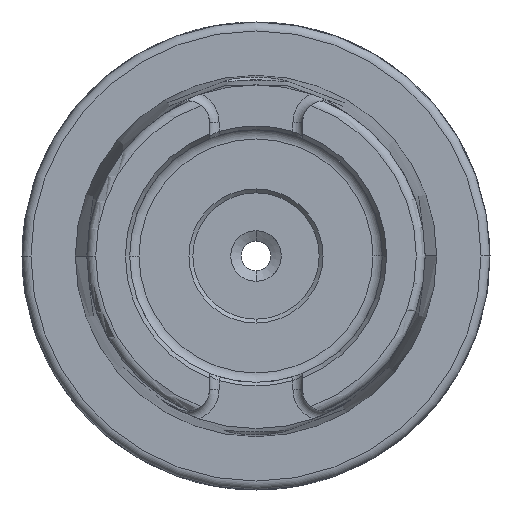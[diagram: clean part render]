
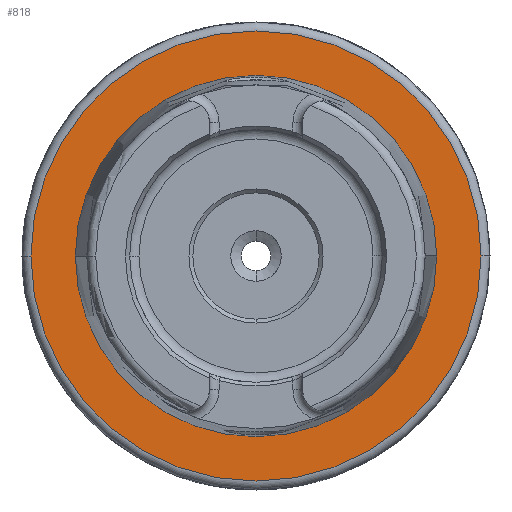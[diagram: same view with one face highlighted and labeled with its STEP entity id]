
A CAD part, left-side view. The second image highlights one B-rep face of the part: STEP entity #818.
In plain terms, the highlighted planar face has unit normal (-1, 0, 0).
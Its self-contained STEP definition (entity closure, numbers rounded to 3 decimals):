
#64 = VERTEX_POINT ( 'NONE', #8035 ) ;
#114 = CARTESIAN_POINT ( 'NONE',  ( 0.05, 0., 0. ) ) ;
#434 = VERTEX_POINT ( 'NONE', #783 ) ;
#436 = DIRECTION ( 'NONE',  ( -1., 0., 0. ) ) ;
#687 = CARTESIAN_POINT ( 'NONE',  ( 0.05, -30.3, 0. ) ) ;
#783 = CARTESIAN_POINT ( 'NONE',  ( 0.05, 30.3, 0. ) ) ;
#818 = ADVANCED_FACE ( 'NONE', ( #4847, #2700 ), #8894, .T. ) ;
#1157 = AXIS2_PLACEMENT_3D ( 'NONE', #6795, #436, #6293 ) ;
#1548 = DIRECTION ( 'NONE',  ( 0., 1., 0. ) ) ;
#1662 = AXIS2_PLACEMENT_3D ( 'NONE', #114, #7733, #1548 ) ;
#1709 = EDGE_LOOP ( 'NONE', ( #3434, #5174 ) ) ;
#2024 = AXIS2_PLACEMENT_3D ( 'NONE', #8249, #6027, #4680 ) ;
#2145 = CARTESIAN_POINT ( 'NONE',  ( 0.05, 24.321, 0. ) ) ;
#2242 = EDGE_CURVE ( 'NONE', #434, #7532, #4751, .T. ) ;
#2288 = VERTEX_POINT ( 'NONE', #2145 ) ;
#2639 = EDGE_CURVE ( 'NONE', #7532, #434, #8595, .T. ) ;
#2660 = DIRECTION ( 'NONE',  ( 0., 1., 0. ) ) ;
#2700 = FACE_OUTER_BOUND ( 'NONE', #3143, .T. ) ;
#3143 = EDGE_LOOP ( 'NONE', ( #7357, #6623 ) ) ;
#3246 = AXIS2_PLACEMENT_3D ( 'NONE', #6640, #8110, #8674 ) ;
#3434 = ORIENTED_EDGE ( 'NONE', *, *, #3915, .T. ) ;
#3915 = EDGE_CURVE ( 'NONE', #2288, #64, #5972, .T. ) ;
#4680 = DIRECTION ( 'NONE',  ( 0., 1., 0. ) ) ;
#4751 = CIRCLE ( 'NONE', #4897, 30.3 ) ;
#4847 = FACE_BOUND ( 'NONE', #1709, .T. ) ;
#4897 = AXIS2_PLACEMENT_3D ( 'NONE', #6806, #7634, #2660 ) ;
#5174 = ORIENTED_EDGE ( 'NONE', *, *, #6157, .T. ) ;
#5972 = CIRCLE ( 'NONE', #1662, 24.321 ) ;
#6027 = DIRECTION ( 'NONE',  ( 1., 0., 0. ) ) ;
#6157 = EDGE_CURVE ( 'NONE', #64, #2288, #6479, .T. ) ;
#6293 = DIRECTION ( 'NONE',  ( 0., -1., 0. ) ) ;
#6479 = CIRCLE ( 'NONE', #2024, 24.321 ) ;
#6623 = ORIENTED_EDGE ( 'NONE', *, *, #2639, .F. ) ;
#6640 = CARTESIAN_POINT ( 'NONE',  ( 0.05, 0., 0. ) ) ;
#6795 = CARTESIAN_POINT ( 'NONE',  ( 0.05, 24.321, 0. ) ) ;
#6806 = CARTESIAN_POINT ( 'NONE',  ( 0.05, 0., 0. ) ) ;
#7357 = ORIENTED_EDGE ( 'NONE', *, *, #2242, .F. ) ;
#7532 = VERTEX_POINT ( 'NONE', #687 ) ;
#7634 = DIRECTION ( 'NONE',  ( 1., 0., 0. ) ) ;
#7733 = DIRECTION ( 'NONE',  ( 1., 0., 0. ) ) ;
#8035 = CARTESIAN_POINT ( 'NONE',  ( 0.05, -24.321, 0. ) ) ;
#8110 = DIRECTION ( 'NONE',  ( 1., 0., 0. ) ) ;
#8249 = CARTESIAN_POINT ( 'NONE',  ( 0.05, 0., 0. ) ) ;
#8595 = CIRCLE ( 'NONE', #3246, 30.3 ) ;
#8674 = DIRECTION ( 'NONE',  ( 0., 1., 0. ) ) ;
#8894 = PLANE ( 'NONE',  #1157 ) ;
